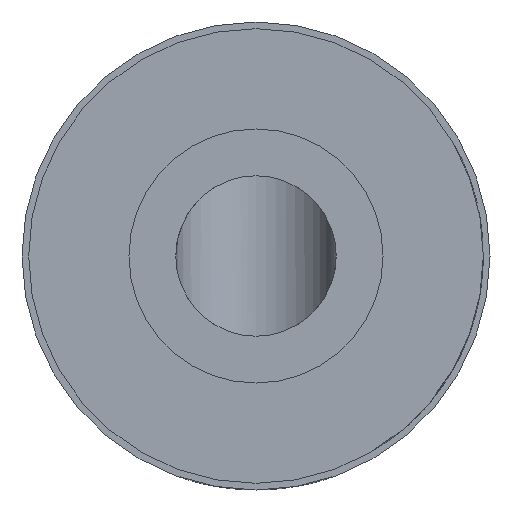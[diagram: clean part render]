
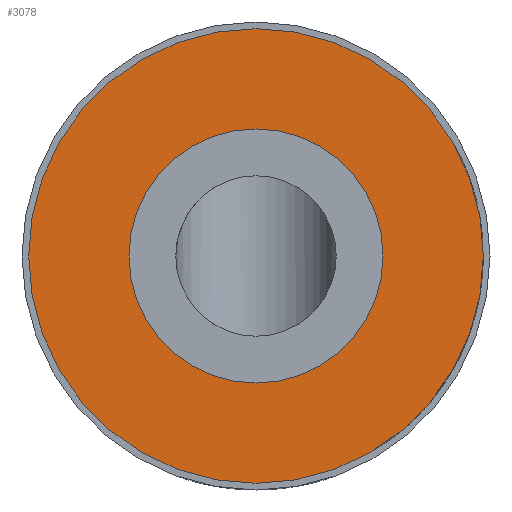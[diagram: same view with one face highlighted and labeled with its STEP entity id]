
A CAD part, front view. The second image highlights one B-rep face of the part: STEP entity #3078.
In plain terms, the highlighted planar face has unit normal (0, -1, 0).
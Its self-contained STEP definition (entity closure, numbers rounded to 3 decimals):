
#19 = EDGE_CURVE ( 'NONE', #6505, #1615, #1171, .T. ) ;
#90 = FACE_BOUND ( 'NONE', #1877, .T. ) ;
#634 = CARTESIAN_POINT ( 'NONE',  ( 0., 0., 0. ) ) ;
#786 = CARTESIAN_POINT ( 'NONE',  ( 0., 0., 8.5 ) ) ;
#836 = VERTEX_POINT ( 'NONE', #6626 ) ;
#848 = AXIS2_PLACEMENT_3D ( 'NONE', #2499, #2942, #2464 ) ;
#860 = CIRCLE ( 'NONE', #4521, 4.75 ) ;
#1171 = CIRCLE ( 'NONE', #848, 8.5 ) ;
#1207 = DIRECTION ( 'NONE',  ( 0., -1., 0. ) ) ;
#1615 = VERTEX_POINT ( 'NONE', #786 ) ;
#1723 = AXIS2_PLACEMENT_3D ( 'NONE', #5790, #5210, #6322 ) ;
#1877 = EDGE_LOOP ( 'NONE', ( #5461, #6367 ) ) ;
#2076 = DIRECTION ( 'NONE',  ( 0., -1., 0. ) ) ;
#2107 = FACE_OUTER_BOUND ( 'NONE', #3328, .T. ) ;
#2335 = EDGE_CURVE ( 'NONE', #5244, #836, #3761, .T. ) ;
#2464 = DIRECTION ( 'NONE',  ( 0., 0., -1. ) ) ;
#2465 = AXIS2_PLACEMENT_3D ( 'NONE', #6352, #1207, #3269 ) ;
#2499 = CARTESIAN_POINT ( 'NONE',  ( 0., 0., 0. ) ) ;
#2602 = CARTESIAN_POINT ( 'NONE',  ( 0., 0., 0. ) ) ;
#2942 = DIRECTION ( 'NONE',  ( 0., -1., 0. ) ) ;
#3078 = ADVANCED_FACE ( 'NONE', ( #90, #2107 ), #5704, .T. ) ;
#3269 = DIRECTION ( 'NONE',  ( 0., 0., -1. ) ) ;
#3328 = EDGE_LOOP ( 'NONE', ( #3808, #5087 ) ) ;
#3635 = EDGE_CURVE ( 'NONE', #836, #5244, #860, .T. ) ;
#3761 = CIRCLE ( 'NONE', #2465, 4.75 ) ;
#3808 = ORIENTED_EDGE ( 'NONE', *, *, #19, .T. ) ;
#4191 = DIRECTION ( 'NONE',  ( 0., -1., 0. ) ) ;
#4521 = AXIS2_PLACEMENT_3D ( 'NONE', #2602, #4191, #5214 ) ;
#5087 = ORIENTED_EDGE ( 'NONE', *, *, #6373, .T. ) ;
#5210 = DIRECTION ( 'NONE',  ( 0., -1., 0. ) ) ;
#5214 = DIRECTION ( 'NONE',  ( 0., 0., -1. ) ) ;
#5244 = VERTEX_POINT ( 'NONE', #5359 ) ;
#5359 = CARTESIAN_POINT ( 'NONE',  ( 0., 0., 4.75 ) ) ;
#5366 = CARTESIAN_POINT ( 'NONE',  ( 0., 0., -8.5 ) ) ;
#5461 = ORIENTED_EDGE ( 'NONE', *, *, #3635, .F. ) ;
#5670 = DIRECTION ( 'NONE',  ( 0., 0., -1. ) ) ;
#5704 = PLANE ( 'NONE',  #6687 ) ;
#5790 = CARTESIAN_POINT ( 'NONE',  ( 0., 0., 0. ) ) ;
#5948 = CIRCLE ( 'NONE', #1723, 8.5 ) ;
#6322 = DIRECTION ( 'NONE',  ( 0., 0., -1. ) ) ;
#6352 = CARTESIAN_POINT ( 'NONE',  ( 0., 0., 0. ) ) ;
#6367 = ORIENTED_EDGE ( 'NONE', *, *, #2335, .F. ) ;
#6373 = EDGE_CURVE ( 'NONE', #1615, #6505, #5948, .T. ) ;
#6505 = VERTEX_POINT ( 'NONE', #5366 ) ;
#6626 = CARTESIAN_POINT ( 'NONE',  ( 0., 0., -4.75 ) ) ;
#6687 = AXIS2_PLACEMENT_3D ( 'NONE', #634, #2076, #5670 ) ;
